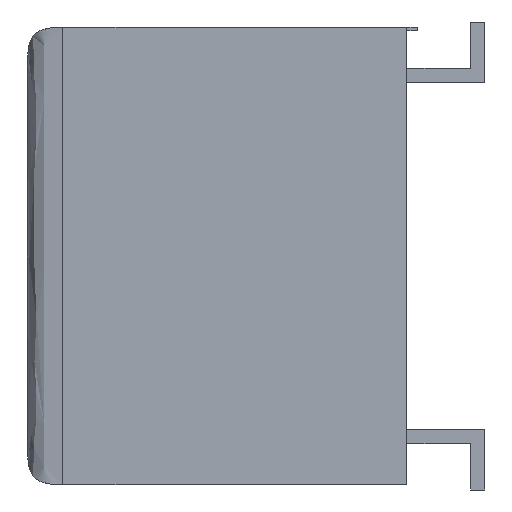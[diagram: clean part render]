
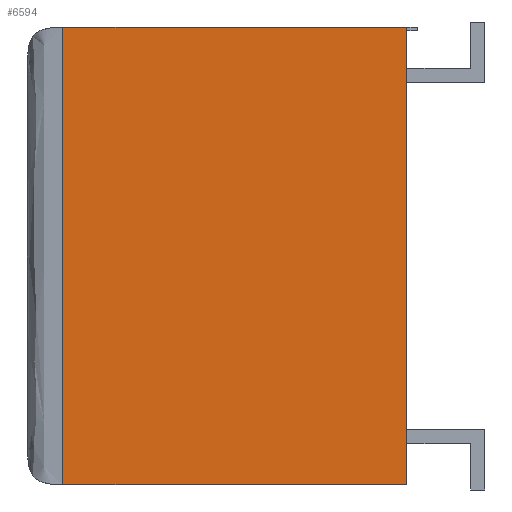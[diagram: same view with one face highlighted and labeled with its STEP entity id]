
A CAD part, left-side view. The second image highlights one B-rep face of the part: STEP entity #6594.
In plain terms, the highlighted planar face has unit normal (-1, 0, 0).
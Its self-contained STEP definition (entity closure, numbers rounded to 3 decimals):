
#128 = LINE ( 'NONE', #1436, #2656 ) ;
#301 = EDGE_CURVE ( 'NONE', #4145, #2054, #532, .T. ) ;
#316 = EDGE_LOOP ( 'NONE', ( #3294, #7689, #2110, #6748 ) ) ;
#532 = B_SPLINE_CURVE_WITH_KNOTS ( 'NONE', 3,
 ( #4355, #1907, #6101, #4395 ),
 .UNSPECIFIED., .F., .F.,
 ( 4, 4 ),
 ( 0., 1. ),
 .UNSPECIFIED. ) ;
#680 = EDGE_CURVE ( 'NONE', #2836, #4549, #4382, .T. ) ;
#739 = DIRECTION ( 'NONE',  ( 1., 0., 0. ) ) ;
#1436 = CARTESIAN_POINT ( 'NONE',  ( -11.6, 10.7, -6.45 ) ) ;
#1810 = DIRECTION ( 'NONE',  ( 0., -1., 0. ) ) ;
#1842 = PLANE ( 'NONE',  #5360 ) ;
#1856 = CARTESIAN_POINT ( 'NONE',  ( -11.6, 0., -6.45 ) ) ;
#1875 = CARTESIAN_POINT ( 'NONE',  ( -11.6, 10.7, -6.45 ) ) ;
#1907 = CARTESIAN_POINT ( 'NONE',  ( -11.6, 9.7, 2.15 ) ) ;
#2054 = VERTEX_POINT ( 'NONE', #7926 ) ;
#2110 = ORIENTED_EDGE ( 'NONE', *, *, #3151, .T. ) ;
#2147 = VECTOR ( 'NONE', #1810, 1000. ) ;
#2500 = CARTESIAN_POINT ( 'NONE',  ( -11.6, 0., 6.45 ) ) ;
#2656 = VECTOR ( 'NONE', #6366, 1000. ) ;
#2836 = VERTEX_POINT ( 'NONE', #6083 ) ;
#2995 = CARTESIAN_POINT ( 'NONE',  ( -11.6, 9.7, 6.45 ) ) ;
#3151 = EDGE_CURVE ( 'NONE', #2054, #2836, #128, .T. ) ;
#3294 = ORIENTED_EDGE ( 'NONE', *, *, #7336, .F. ) ;
#4145 = VERTEX_POINT ( 'NONE', #2995 ) ;
#4332 = CARTESIAN_POINT ( 'NONE',  ( -11.6, 10.7, 6.45 ) ) ;
#4355 = CARTESIAN_POINT ( 'NONE',  ( -11.6, 9.7, 6.45 ) ) ;
#4382 = LINE ( 'NONE', #1856, #7380 ) ;
#4395 = CARTESIAN_POINT ( 'NONE',  ( -11.6, 9.7, -6.45 ) ) ;
#4549 = VERTEX_POINT ( 'NONE', #2500 ) ;
#4951 = FACE_OUTER_BOUND ( 'NONE', #316, .T. ) ;
#5360 = AXIS2_PLACEMENT_3D ( 'NONE', #1875, #739, #7468 ) ;
#5599 = DIRECTION ( 'NONE',  ( 0., 0., 1. ) ) ;
#5627 = LINE ( 'NONE', #4332, #2147 ) ;
#6083 = CARTESIAN_POINT ( 'NONE',  ( -11.6, 0., -6.45 ) ) ;
#6101 = CARTESIAN_POINT ( 'NONE',  ( -11.6, 9.7, -2.15 ) ) ;
#6366 = DIRECTION ( 'NONE',  ( 0., -1., 0. ) ) ;
#6594 = ADVANCED_FACE ( 'NONE', ( #4951 ), #1842, .F. ) ;
#6748 = ORIENTED_EDGE ( 'NONE', *, *, #680, .T. ) ;
#7336 = EDGE_CURVE ( 'NONE', #4145, #4549, #5627, .T. ) ;
#7380 = VECTOR ( 'NONE', #5599, 1000. ) ;
#7468 = DIRECTION ( 'NONE',  ( 0., 0., -1. ) ) ;
#7689 = ORIENTED_EDGE ( 'NONE', *, *, #301, .T. ) ;
#7926 = CARTESIAN_POINT ( 'NONE',  ( -11.6, 9.7, -6.45 ) ) ;
